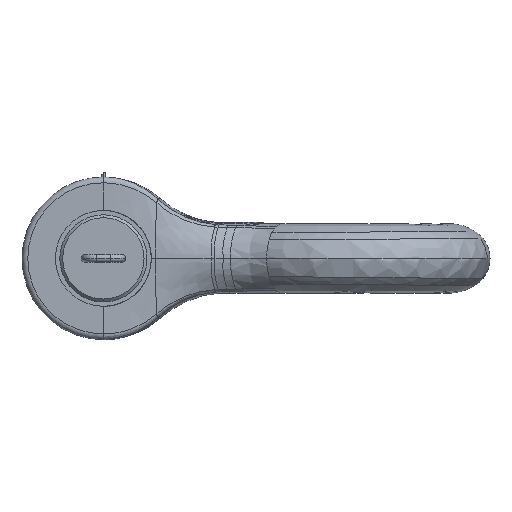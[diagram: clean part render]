
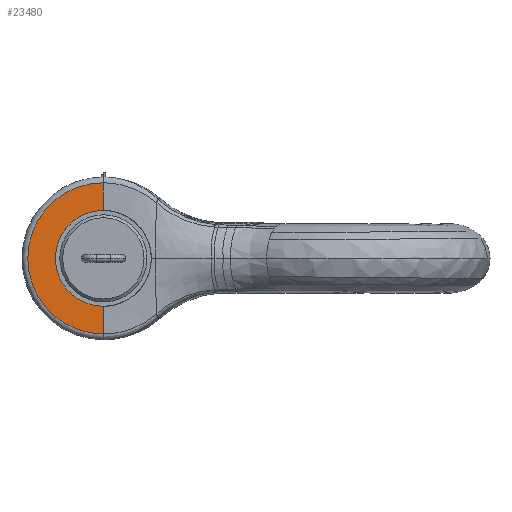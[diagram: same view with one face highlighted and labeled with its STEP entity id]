
A CAD part, left-side view. The second image highlights one B-rep face of the part: STEP entity #23480.
In plain terms, the highlighted planar face has unit normal (-1, 0, 0).
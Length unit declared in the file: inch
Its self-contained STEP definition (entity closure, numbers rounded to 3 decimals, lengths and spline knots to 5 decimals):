
#7364=CARTESIAN_POINT('',(-10.625,0.,0.));
#7365=DIRECTION('',(-1.,0.,0.));
#7366=DIRECTION('',(0.,0.,1.));
#7367=AXIS2_PLACEMENT_3D('',#7364,#7365,#7366);
#7413=DIRECTION('',(0.,0.,-1.));
#7414=VECTOR('',#7413,2.375);
#7415=CARTESIAN_POINT('',(-10.625,0.,-4.125));
#7416=LINE('',#7415,#7414);
#7435=CARTESIAN_POINT('',(-10.625,0.,0.));
#7436=DIRECTION('',(-1.,0.,0.));
#7437=DIRECTION('',(0.,1.,0.));
#7438=AXIS2_PLACEMENT_3D('',#7435,#7436,#7437);
#7440=CARTESIAN_POINT('',(-10.625,0.,0.));
#7441=DIRECTION('',(-1.,0.,0.));
#7442=DIRECTION('',(0.,0.,1.));
#7443=AXIS2_PLACEMENT_3D('',#7440,#7441,#7442);
#7445=CARTESIAN_POINT('',(-10.625,0.,4.125));
#7467=DIRECTION('',(0.,0.,1.));
#7468=VECTOR('',#7467,2.375);
#7469=CARTESIAN_POINT('',(-10.625,0.,4.125));
#7470=LINE('',#7469,#7468);
#11088=CARTESIAN_POINT('',(-10.625,0.,6.5));
#11090=VERTEX_POINT('',#11088);
#11110=CARTESIAN_POINT('',(-10.625,0.,-6.5));
#11112=VERTEX_POINT('',#11110);
#11258=CARTESIAN_POINT('',(-10.625,4.125,0.));
#11259=VERTEX_POINT('',#11258);
#11273=VERTEX_POINT('',#7445);
#11274=CARTESIAN_POINT('',(-10.625,0.,-4.125));
#11275=VERTEX_POINT('',#11274);
#23467=CARTESIAN_POINT('',(-10.625,0.,0.));
#23468=DIRECTION('',(-1.,0.,0.));
#23469=DIRECTION('',(0.,0.,1.));
#23470=AXIS2_PLACEMENT_3D('',#23467,#23468,#23469);
#23471=PLANE('',#23470);
#23472=ORIENTED_EDGE('',*,*,#23446,.T.);
#23473=ORIENTED_EDGE('',*,*,#23429,.T.);
#23474=ORIENTED_EDGE('',*,*,#23317,.F.);
#23476=ORIENTED_EDGE('',*,*,#23475,.F.);
#23477=ORIENTED_EDGE('',*,*,#23457,.T.);
#23478=EDGE_LOOP('',(#23472,#23473,#23474,#23476,#23477));
#23479=FACE_OUTER_BOUND('',#23478,.F.);
#23480=ADVANCED_FACE('',(#23479),#23471,.T.);
#7368=CIRCLE('',#7367,6.5);
#7439=CIRCLE('',#7438,4.125);
#7444=CIRCLE('',#7443,4.125);
#23317=EDGE_CURVE('',#11090,#11112,#7368,.T.);
#23429=EDGE_CURVE('',#11275,#11112,#7416,.T.);
#23446=EDGE_CURVE('',#11259,#11275,#7439,.T.);
#23457=EDGE_CURVE('',#11273,#11259,#7444,.T.);
#23475=EDGE_CURVE('',#11273,#11090,#7470,.T.);
